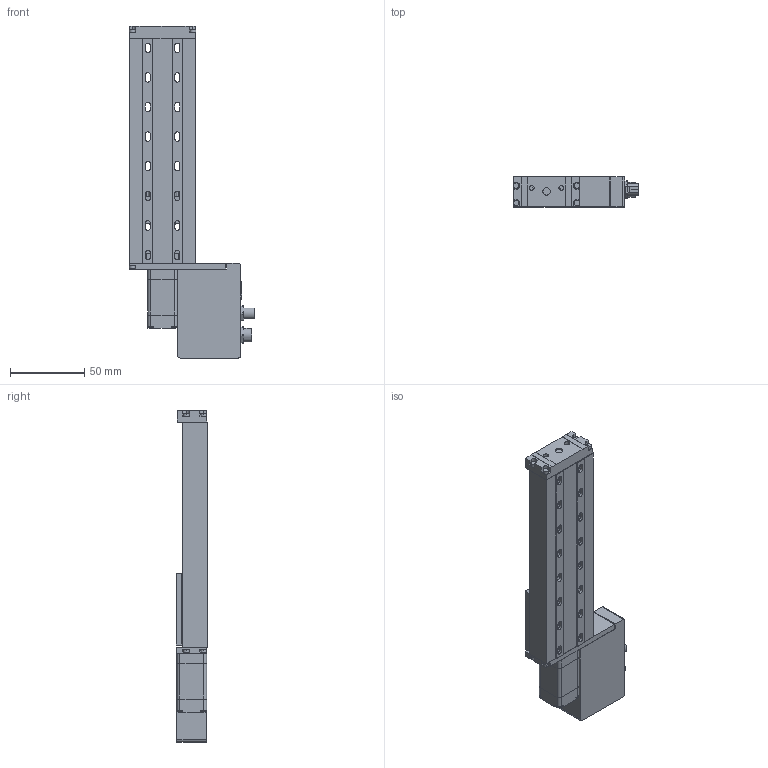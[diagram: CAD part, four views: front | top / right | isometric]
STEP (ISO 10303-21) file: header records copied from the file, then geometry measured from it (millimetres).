
FILE_DESCRIPTION (( 'STEP AP203' ), '1' );
FILE_NAME ('X-LSM100x-S.step', '2023-05-17T23:36:58', ( '' ), ( '' ), 'SwSTEP 2.0', 'SolidWorks 2019', '' );
FILE_SCHEMA (( 'CONFIG_CONTROL_DESIGN' ));
Length unit declared in the file: millimetre
Products named in the file (4): X-LSM100x-S; LSM_base^LSM_X-LSM100; NMS08_motor^LSM_X-LSM-S; LSM_carriage^LSM_LSM
Assembly tree (3 placements, depth 2):
  X-LSM100x-S
    NMS08_motor^LSM_X-LSM-S
    LSM_base^LSM_X-LSM100
    LSM_carriage^LSM_LSM
Bounding box: 84.81 x 21 x 224.2 mm (x, y, z)
Volume: 143106 mm3; surface area: 64892.9 mm2
Topology: 33 solids, 33 shells, 734 faces, 1826 edges, 1212 vertices
Faces by surface type: plane 404, cylinder 324, torus 4, cone 2
Entity records: 22544 total; most frequent: DIRECTION 3966, CARTESIAN_POINT 3790, ORIENTED_EDGE 3652, EDGE_CURVE 1826, AXIS2_PLACEMENT_3D 1404, VERTEX_POINT 1212, VECTOR 1158, LINE 1158
